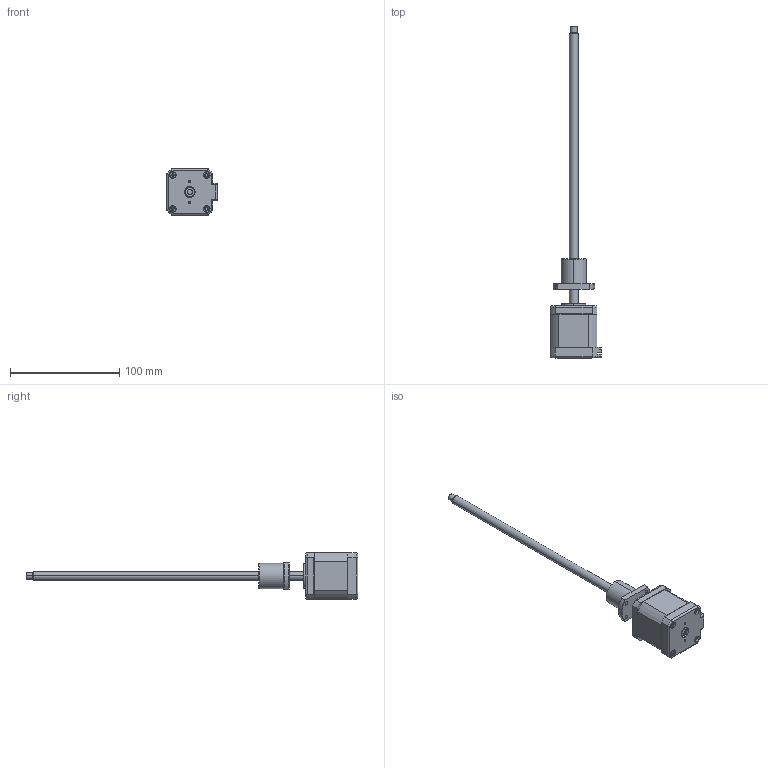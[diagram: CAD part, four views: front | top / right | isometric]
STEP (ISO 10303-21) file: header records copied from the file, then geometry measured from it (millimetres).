
FILE_DESCRIPTION (( 'STEP AP203' ), '1' );
FILE_NAME ('BE176S-B0808-250-BM1-S-200.STEP', '2019-04-11T05:43:05', ( 'Sky123.Org' ), ( 'Sky123.Org' ), 'SwSTEP 2.0', 'SolidWorks 2014', '' );
FILE_SCHEMA (( 'CONFIG_CONTROL_DESIGN' ));
Length unit declared in the file: millimetre
Products named in the file (1): BE176S-B0808-250-BM1-S-200
Bounding box: 46.2 x 303.8 x 42.2 mm (x, y, z)
Surface area: 25519.2 mm2 (no closed solid volume)
Topology: 0 solids, 16 shells, 247 faces, 833 edges, 591 vertices
Faces by surface type: plane 120, cylinder 76, cone 33, torus 14, sphere 4
Entity records: 9502 total; most frequent: CARTESIAN_POINT 2206, DIRECTION 1488, ORIENTED_EDGE 1366, EDGE_CURVE 833, VERTEX_POINT 591, VECTOR 502, LINE 502, AXIS2_PLACEMENT_3D 493
